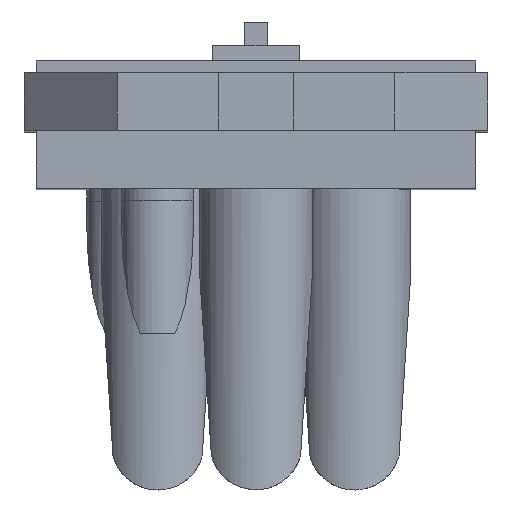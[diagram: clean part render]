
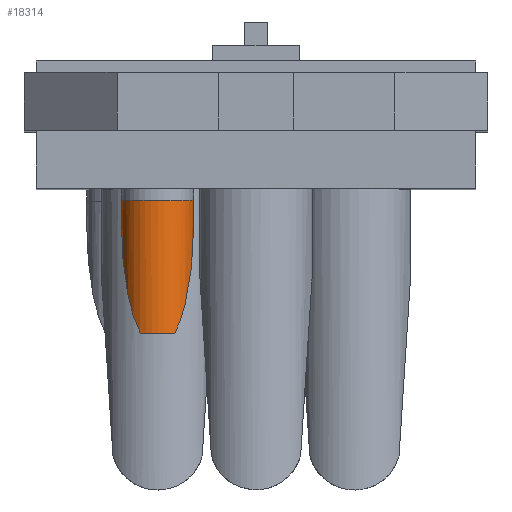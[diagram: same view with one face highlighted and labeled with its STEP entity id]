
A CAD part, top view. The second image highlights one B-rep face of the part: STEP entity #18314.
In plain terms, the highlighted cylindrical face has radius 0.625 mm (diameter 1.25 mm), a partial arc.
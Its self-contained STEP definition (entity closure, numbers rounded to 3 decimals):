
#18054 = CYLINDRICAL_SURFACE('',#18055,0.625);
#18055 = AXIS2_PLACEMENT_3D('',#18056,#18057,#18058);
#18056 = CARTESIAN_POINT('',(-1.7,0.4,5.5));
#18057 = DIRECTION('',(0.,1.,0.));
#18058 = DIRECTION('',(1.,0.,0.));
#18083 = VERTEX_POINT('',#18084);
#18084 = CARTESIAN_POINT('',(-1.075,-0.2,5.5));
#18105 = EDGE_CURVE('',#18083,#18106,#18108,.T.);
#18106 = VERTEX_POINT('',#18107);
#18107 = CARTESIAN_POINT('',(-2.325,-0.2,5.5));
#18108 = SURFACE_CURVE('',#18109,(#18114,#18121),.PCURVE_S1.);
#18109 = CIRCLE('',#18110,0.625);
#18110 = AXIS2_PLACEMENT_3D('',#18111,#18112,#18113);
#18111 = CARTESIAN_POINT('',(-1.7,-0.2,5.5));
#18112 = DIRECTION('',(0.,-1.,0.));
#18113 = DIRECTION('',(1.,0.,0.));
#18114 = PCURVE('',#18054,#18115);
#18115 = DEFINITIONAL_REPRESENTATION('',(#18116),#18120);
#18116 = LINE('',#18117,#18118);
#18117 = CARTESIAN_POINT('',(-0.,-0.6));
#18118 = VECTOR('',#18119,1.);
#18119 = DIRECTION('',(-1.,0.));
#18120 = ( GEOMETRIC_REPRESENTATION_CONTEXT(2) 
PARAMETRIC_REPRESENTATION_CONTEXT() REPRESENTATION_CONTEXT('2D SPACE',''
  ) );
#18121 = PCURVE('',#18122,#18127);
#18122 = CYLINDRICAL_SURFACE('',#18123,0.625);
#18123 = AXIS2_PLACEMENT_3D('',#18124,#18125,#18126);
#18124 = CARTESIAN_POINT('',(-1.7,-0.2,5.5));
#18125 = DIRECTION('',(0.,1.,0.));
#18126 = DIRECTION('',(1.,0.,0.));
#18127 = DEFINITIONAL_REPRESENTATION('',(#18128),#18132);
#18128 = LINE('',#18129,#18130);
#18129 = CARTESIAN_POINT('',(-0.,0.));
#18130 = VECTOR('',#18131,1.);
#18131 = DIRECTION('',(-1.,0.));
#18132 = ( GEOMETRIC_REPRESENTATION_CONTEXT(2) 
PARAMETRIC_REPRESENTATION_CONTEXT() REPRESENTATION_CONTEXT('2D SPACE',''
  ) );
#18253 = PLANE('',#18254);
#18254 = AXIS2_PLACEMENT_3D('',#18255,#18256,#18257);
#18255 = CARTESIAN_POINT('',(-2.325,-0.2,5.5));
#18256 = DIRECTION('',(0.,0.,1.));
#18257 = DIRECTION('',(1.,0.,0.));
#18303 = PLANE('',#18304);
#18304 = AXIS2_PLACEMENT_3D('',#18305,#18306,#18307);
#18305 = CARTESIAN_POINT('',(-2.325,-0.2,5.5));
#18306 = DIRECTION('',(0.,0.,1.));
#18307 = DIRECTION('',(1.,0.,0.));
#18314 = ADVANCED_FACE('',(#18315),#18122,.T.);
#18315 = FACE_BOUND('',#18316,.F.);
#18316 = EDGE_LOOP('',(#18317,#18318,#18341,#18375,#18408,#18437));
#18317 = ORIENTED_EDGE('',*,*,#18105,.F.);
#18318 = ORIENTED_EDGE('',*,*,#18319,.T.);
#18319 = EDGE_CURVE('',#18083,#18320,#18322,.T.);
#18320 = VERTEX_POINT('',#18321);
#18321 = CARTESIAN_POINT('',(-1.075,-0.6,5.5));
#18322 = SURFACE_CURVE('',#18323,(#18327,#18334),.PCURVE_S1.);
#18323 = LINE('',#18324,#18325);
#18324 = CARTESIAN_POINT('',(-1.075,-0.2,5.5));
#18325 = VECTOR('',#18326,1.);
#18326 = DIRECTION('',(0.,-1.,0.));
#18327 = PCURVE('',#18122,#18328);
#18328 = DEFINITIONAL_REPRESENTATION('',(#18329),#18333);
#18329 = LINE('',#18330,#18331);
#18330 = CARTESIAN_POINT('',(-0.,0.));
#18331 = VECTOR('',#18332,1.);
#18332 = DIRECTION('',(-0.,-1.));
#18333 = ( GEOMETRIC_REPRESENTATION_CONTEXT(2) 
PARAMETRIC_REPRESENTATION_CONTEXT() REPRESENTATION_CONTEXT('2D SPACE',''
  ) );
#18334 = PCURVE('',#18303,#18335);
#18335 = DEFINITIONAL_REPRESENTATION('',(#18336),#18340);
#18336 = LINE('',#18337,#18338);
#18337 = CARTESIAN_POINT('',(1.25,0.));
#18338 = VECTOR('',#18339,1.);
#18339 = DIRECTION('',(0.,-1.));
#18340 = ( GEOMETRIC_REPRESENTATION_CONTEXT(2) 
PARAMETRIC_REPRESENTATION_CONTEXT() REPRESENTATION_CONTEXT('2D SPACE',''
  ) );
#18341 = ORIENTED_EDGE('',*,*,#18342,.T.);
#18342 = EDGE_CURVE('',#18320,#18343,#18345,.T.);
#18343 = VERTEX_POINT('',#18344);
#18344 = CARTESIAN_POINT('',(-1.403,-2.5,6.05));
#18345 = SURFACE_CURVE('',#18346,(#18351,#18363),.PCURVE_S1.);
#18346 = ELLIPSE('',#18347,2.248,0.625);
#18347 = AXIS2_PLACEMENT_3D('',#18348,#18349,#18350);
#18348 = CARTESIAN_POINT('',(-1.7,-0.6,5.5));
#18349 = DIRECTION('',(0.,-0.278,-0.961));
#18350 = DIRECTION('',(0.,0.961,-0.278));
#18351 = PCURVE('',#18122,#18352);
#18352 = DEFINITIONAL_REPRESENTATION('',(#18353),#18362);
#18353 = B_SPLINE_CURVE_WITH_KNOTS('',7,(#18354,#18355,#18356,#18357,
    #18358,#18359,#18360,#18361),.UNSPECIFIED.,.F.,.F.,(8,8),(
    1.571,2.647),.PIECEWISE_BEZIER_KNOTS.);
#18354 = CARTESIAN_POINT('',(0.,-0.4));
#18355 = CARTESIAN_POINT('',(-0.154,-0.732));
#18356 = CARTESIAN_POINT('',(-0.307,-1.064));
#18357 = CARTESIAN_POINT('',(-0.461,-1.383));
#18358 = CARTESIAN_POINT('',(-0.615,-1.676));
#18359 = CARTESIAN_POINT('',(-0.768,-1.932));
#18360 = CARTESIAN_POINT('',(-0.922,-2.142));
#18361 = CARTESIAN_POINT('',(-1.076,-2.3));
#18362 = ( GEOMETRIC_REPRESENTATION_CONTEXT(2) 
PARAMETRIC_REPRESENTATION_CONTEXT() REPRESENTATION_CONTEXT('2D SPACE',''
  ) );
#18363 = PCURVE('',#18364,#18369);
#18364 = PLANE('',#18365);
#18365 = AXIS2_PLACEMENT_3D('',#18366,#18367,#18368);
#18366 = CARTESIAN_POINT('',(-6.7,-0.6,5.5));
#18367 = DIRECTION('',(0.,-0.278,-0.961));
#18368 = DIRECTION('',(0.,-0.961,0.278));
#18369 = DEFINITIONAL_REPRESENTATION('',(#18370),#18374);
#18370 = ELLIPSE('',#18371,2.248,0.625);
#18371 = AXIS2_PLACEMENT_2D('',#18372,#18373);
#18372 = CARTESIAN_POINT('',(0.,-5.));
#18373 = DIRECTION('',(-1.,-0.));
#18374 = ( GEOMETRIC_REPRESENTATION_CONTEXT(2) 
PARAMETRIC_REPRESENTATION_CONTEXT() REPRESENTATION_CONTEXT('2D SPACE',''
  ) );
#18375 = ORIENTED_EDGE('',*,*,#18376,.T.);
#18376 = EDGE_CURVE('',#18343,#18377,#18379,.T.);
#18377 = VERTEX_POINT('',#18378);
#18378 = CARTESIAN_POINT('',(-1.997,-2.5,6.05));
#18379 = SURFACE_CURVE('',#18380,(#18385,#18392),.PCURVE_S1.);
#18380 = CIRCLE('',#18381,0.625);
#18381 = AXIS2_PLACEMENT_3D('',#18382,#18383,#18384);
#18382 = CARTESIAN_POINT('',(-1.7,-2.5,5.5));
#18383 = DIRECTION('',(0.,-1.,0.));
#18384 = DIRECTION('',(1.,0.,0.));
#18385 = PCURVE('',#18122,#18386);
#18386 = DEFINITIONAL_REPRESENTATION('',(#18387),#18391);
#18387 = LINE('',#18388,#18389);
#18388 = CARTESIAN_POINT('',(-0.,-2.3));
#18389 = VECTOR('',#18390,1.);
#18390 = DIRECTION('',(-1.,0.));
#18391 = ( GEOMETRIC_REPRESENTATION_CONTEXT(2) 
PARAMETRIC_REPRESENTATION_CONTEXT() REPRESENTATION_CONTEXT('2D SPACE',''
  ) );
#18392 = PCURVE('',#18393,#18398);
#18393 = PLANE('',#18394);
#18394 = AXIS2_PLACEMENT_3D('',#18395,#18396,#18397);
#18395 = CARTESIAN_POINT('',(-1.7,-2.5,5.717));
#18396 = DIRECTION('',(0.,1.,0.));
#18397 = DIRECTION('',(0.,0.,1.));
#18398 = DEFINITIONAL_REPRESENTATION('',(#18399),#18407);
#18399 = ( BOUNDED_CURVE() B_SPLINE_CURVE(2,(#18400,#18401,#18402,#18403
    ,#18404,#18405,#18406),.UNSPECIFIED.,.T.,.F.) 
B_SPLINE_CURVE_WITH_KNOTS((1,2,2,2,2,1),(-2.094,0.,
    2.094,4.189,6.283,8.378),
.UNSPECIFIED.) CURVE() GEOMETRIC_REPRESENTATION_ITEM() 
RATIONAL_B_SPLINE_CURVE((1.,0.5,1.,0.5,1.,0.5,1.)) REPRESENTATION_ITEM(
  '') );
#18400 = CARTESIAN_POINT('',(-0.217,0.625));
#18401 = CARTESIAN_POINT('',(0.866,0.625));
#18402 = CARTESIAN_POINT('',(0.325,-0.313));
#18403 = CARTESIAN_POINT('',(-0.217,-1.25));
#18404 = CARTESIAN_POINT('',(-0.758,-0.313));
#18405 = CARTESIAN_POINT('',(-1.299,0.625));
#18406 = CARTESIAN_POINT('',(-0.217,0.625));
#18407 = ( GEOMETRIC_REPRESENTATION_CONTEXT(2) 
PARAMETRIC_REPRESENTATION_CONTEXT() REPRESENTATION_CONTEXT('2D SPACE',''
  ) );
#18408 = ORIENTED_EDGE('',*,*,#18409,.T.);
#18409 = EDGE_CURVE('',#18377,#18410,#18412,.T.);
#18410 = VERTEX_POINT('',#18411);
#18411 = CARTESIAN_POINT('',(-2.325,-0.6,5.5));
#18412 = SURFACE_CURVE('',#18413,(#18418,#18430),.PCURVE_S1.);
#18413 = ELLIPSE('',#18414,2.248,0.625);
#18414 = AXIS2_PLACEMENT_3D('',#18415,#18416,#18417);
#18415 = CARTESIAN_POINT('',(-1.7,-0.6,5.5));
#18416 = DIRECTION('',(0.,-0.278,-0.961));
#18417 = DIRECTION('',(0.,0.961,-0.278));
#18418 = PCURVE('',#18122,#18419);
#18419 = DEFINITIONAL_REPRESENTATION('',(#18420),#18429);
#18420 = B_SPLINE_CURVE_WITH_KNOTS('',7,(#18421,#18422,#18423,#18424,
    #18425,#18426,#18427,#18428),.UNSPECIFIED.,.F.,.F.,(8,8),(
    3.637,4.712),.PIECEWISE_BEZIER_KNOTS.);
#18421 = CARTESIAN_POINT('',(-2.066,-2.3));
#18422 = CARTESIAN_POINT('',(-2.219,-2.142));
#18423 = CARTESIAN_POINT('',(-2.373,-1.932));
#18424 = CARTESIAN_POINT('',(-2.527,-1.676));
#18425 = CARTESIAN_POINT('',(-2.68,-1.383));
#18426 = CARTESIAN_POINT('',(-2.834,-1.064));
#18427 = CARTESIAN_POINT('',(-2.988,-0.732));
#18428 = CARTESIAN_POINT('',(-3.142,-0.4));
#18429 = ( GEOMETRIC_REPRESENTATION_CONTEXT(2) 
PARAMETRIC_REPRESENTATION_CONTEXT() REPRESENTATION_CONTEXT('2D SPACE',''
  ) );
#18430 = PCURVE('',#18364,#18431);
#18431 = DEFINITIONAL_REPRESENTATION('',(#18432),#18436);
#18432 = ELLIPSE('',#18433,2.248,0.625);
#18433 = AXIS2_PLACEMENT_2D('',#18434,#18435);
#18434 = CARTESIAN_POINT('',(0.,-5.));
#18435 = DIRECTION('',(-1.,-0.));
#18436 = ( GEOMETRIC_REPRESENTATION_CONTEXT(2) 
PARAMETRIC_REPRESENTATION_CONTEXT() REPRESENTATION_CONTEXT('2D SPACE',''
  ) );
#18437 = ORIENTED_EDGE('',*,*,#18438,.F.);
#18438 = EDGE_CURVE('',#18106,#18410,#18439,.T.);
#18439 = SURFACE_CURVE('',#18440,(#18444,#18451),.PCURVE_S1.);
#18440 = LINE('',#18441,#18442);
#18441 = CARTESIAN_POINT('',(-2.325,-0.2,5.5));
#18442 = VECTOR('',#18443,1.);
#18443 = DIRECTION('',(0.,-1.,0.));
#18444 = PCURVE('',#18122,#18445);
#18445 = DEFINITIONAL_REPRESENTATION('',(#18446),#18450);
#18446 = LINE('',#18447,#18448);
#18447 = CARTESIAN_POINT('',(-3.142,0.));
#18448 = VECTOR('',#18449,1.);
#18449 = DIRECTION('',(-0.,-1.));
#18450 = ( GEOMETRIC_REPRESENTATION_CONTEXT(2) 
PARAMETRIC_REPRESENTATION_CONTEXT() REPRESENTATION_CONTEXT('2D SPACE',''
  ) );
#18451 = PCURVE('',#18253,#18452);
#18452 = DEFINITIONAL_REPRESENTATION('',(#18453),#18457);
#18453 = LINE('',#18454,#18455);
#18454 = CARTESIAN_POINT('',(0.,0.));
#18455 = VECTOR('',#18456,1.);
#18456 = DIRECTION('',(0.,-1.));
#18457 = ( GEOMETRIC_REPRESENTATION_CONTEXT(2) 
PARAMETRIC_REPRESENTATION_CONTEXT() REPRESENTATION_CONTEXT('2D SPACE',''
  ) );
